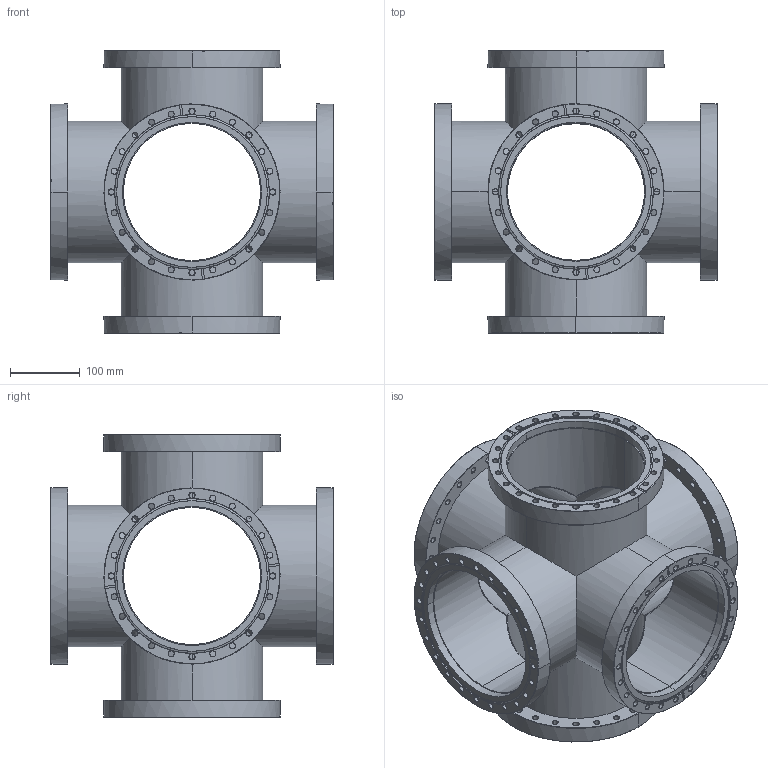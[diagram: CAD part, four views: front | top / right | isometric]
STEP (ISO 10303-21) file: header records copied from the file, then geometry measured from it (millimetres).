
FILE_DESCRIPTION (( 'STEP AP214' ), '1' );
FILE_NAME ('Hositrad_FX6-200-200-Cross.STEP', '2016-02-04T08:54:06', ( '' ), ( '' ), 'SwSTEP 2.0', 'SolidWorks 2015', '' );
FILE_SCHEMA (( 'AUTOMOTIVE_DESIGN' ));
Length unit declared in the file: millimetre
Products named in the file (3): NW200CF-Weld_-203; Cross-6way-203; Hositrad_FX6-200-200-Cross
Assembly tree (7 placements, depth 2):
  Hositrad_FX6-200-200-Cross
    Cross-6way-203
    NW200CF-Weld_-203  x6
Bounding box: 406.4 x 406.4 x 406.4 mm (x, y, z)
Volume: 3596384.2 mm3; surface area: 1284984.6 mm2
Topology: 7 solids, 7 shells, 986 faces, 2360 edges, 1390 vertices
Faces by surface type: cone 534, cylinder 360, plane 72, bspline 12, sphere 8
Entity records: 6863 total; most frequent: CARTESIAN_POINT 1827, DIRECTION 1105, ORIENTED_EDGE 1000, EDGE_CURVE 500, AXIS2_PLACEMENT_3D 461, VERTEX_POINT 295, EDGE_LOOP 263, CIRCLE 257
